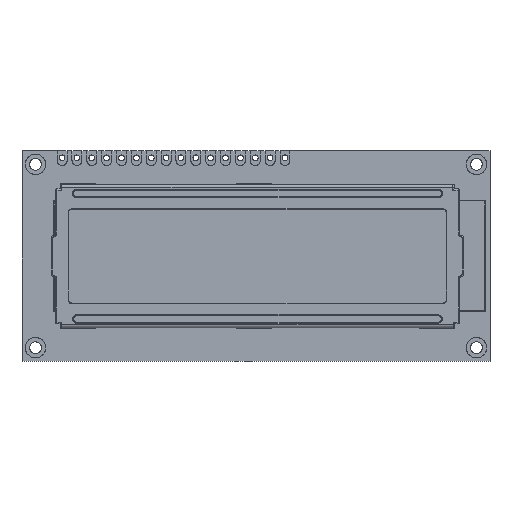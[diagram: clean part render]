
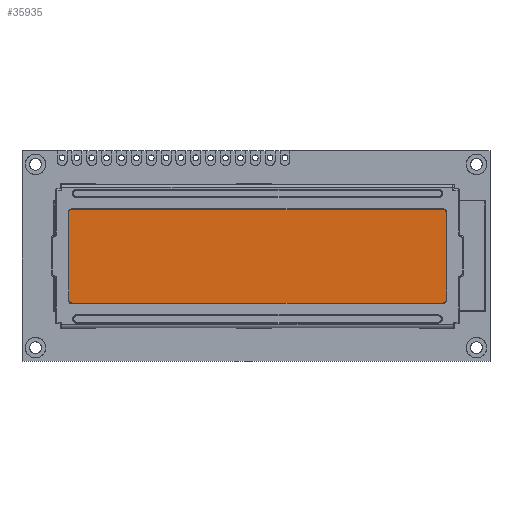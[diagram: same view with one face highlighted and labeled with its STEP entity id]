
A CAD part, top view. The second image highlights one B-rep face of the part: STEP entity #35935.
In plain terms, the highlighted planar face has unit normal (0, 0, 1).
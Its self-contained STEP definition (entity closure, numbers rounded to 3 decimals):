
#35855 = VERTEX_POINT('',#35856);
#35856 = CARTESIAN_POINT('',(6.57,-8.62,2.99));
#35862 = EDGE_CURVE('',#35863,#35855,#35865,.T.);
#35863 = VERTEX_POINT('',#35864);
#35864 = CARTESIAN_POINT('',(73.93,-8.62,2.99));
#35865 = LINE('',#35866,#35867);
#35866 = CARTESIAN_POINT('',(23.41,-8.62,2.99));
#35867 = VECTOR('',#35868,1.);
#35868 = DIRECTION('',(-1.,0.,0.));
#35917 = EDGE_CURVE('',#35918,#35863,#35920,.T.);
#35918 = VERTEX_POINT('',#35919);
#35919 = CARTESIAN_POINT('',(73.93,-27.38,2.99));
#35920 = LINE('',#35921,#35922);
#35921 = CARTESIAN_POINT('',(73.93,-13.335,2.99));
#35922 = VECTOR('',#35923,1.);
#35923 = DIRECTION('',(0.,1.,0.));
#35935 = ADVANCED_FACE('',(#35936),#35954,.F.);
#35936 = FACE_BOUND('',#35937,.F.);
#35937 = EDGE_LOOP('',(#35938,#35939,#35940,#35948));
#35938 = ORIENTED_EDGE('',*,*,#35862,.F.);
#35939 = ORIENTED_EDGE('',*,*,#35917,.F.);
#35940 = ORIENTED_EDGE('',*,*,#35941,.F.);
#35941 = EDGE_CURVE('',#35942,#35918,#35944,.T.);
#35942 = VERTEX_POINT('',#35943);
#35943 = CARTESIAN_POINT('',(6.57,-27.38,2.99));
#35944 = LINE('',#35945,#35946);
#35945 = CARTESIAN_POINT('',(57.09,-27.38,2.99));
#35946 = VECTOR('',#35947,1.);
#35947 = DIRECTION('',(1.,0.,0.));
#35948 = ORIENTED_EDGE('',*,*,#35949,.F.);
#35949 = EDGE_CURVE('',#35855,#35942,#35950,.T.);
#35950 = LINE('',#35951,#35952);
#35951 = CARTESIAN_POINT('',(6.57,-22.715,2.99));
#35952 = VECTOR('',#35953,1.);
#35953 = DIRECTION('',(-0.,-1.,0.));
#35954 = PLANE('',#35955);
#35955 = AXIS2_PLACEMENT_3D('',#35956,#35957,#35958);
#35956 = CARTESIAN_POINT('',(40.25,-18.05,2.99));
#35957 = DIRECTION('',(0.,0.,-1.));
#35958 = DIRECTION('',(0.,-1.,0.));
